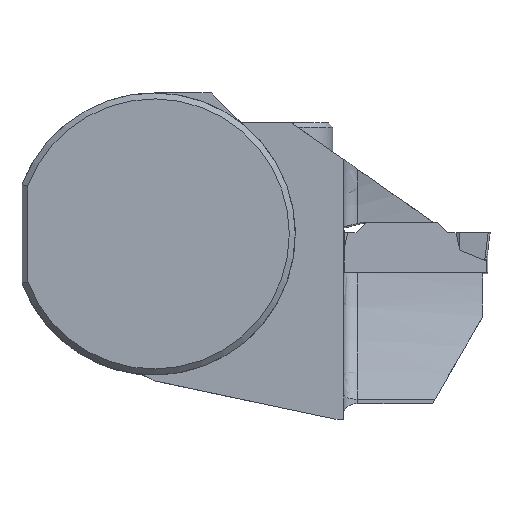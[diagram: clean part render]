
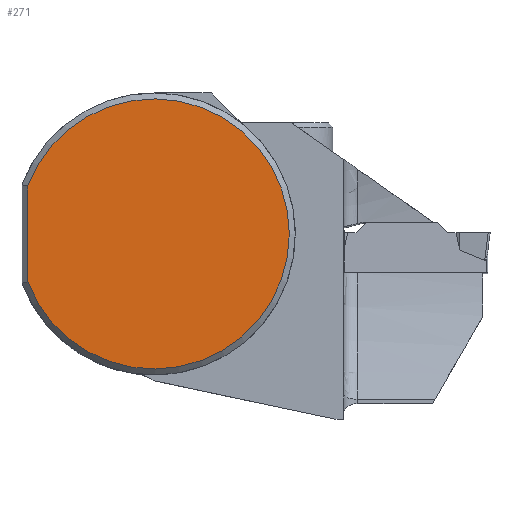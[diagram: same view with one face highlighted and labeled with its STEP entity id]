
A CAD part, top view. The second image highlights one B-rep face of the part: STEP entity #271.
In plain terms, the highlighted planar face has unit normal (0, 0, 1).
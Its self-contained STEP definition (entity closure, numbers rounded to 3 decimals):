
#215=CIRCLE('',#1644,15.325);
#271=ADVANCED_FACE('',(#391),#331,.F.);
#331=PLANE('',#1647);
#391=FACE_OUTER_BOUND('',#468,.T.);
#468=EDGE_LOOP('',(#800,#801));
#800=ORIENTED_EDGE('',*,*,#1203,.F.);
#801=ORIENTED_EDGE('',*,*,#1207,.T.);
#1021=VERTEX_POINT('',#2675);
#1022=VERTEX_POINT('',#2680);
#1203=EDGE_CURVE('',#1022,#1021,#1334,.T.);
#1207=EDGE_CURVE('',#1022,#1021,#215,.T.);
#1334=LINE('',#2681,#1455);
#1455=VECTOR('',#1974,1.);
#1644=AXIS2_PLACEMENT_3D('',#2690,#1988,#1989);
#1647=AXIS2_PLACEMENT_3D('',#2693,#1994,#1995);
#1974=DIRECTION('',(0.,1.,0.));
#1988=DIRECTION('',(0.,0.,1.));
#1989=DIRECTION('',(1.,0.,0.));
#1994=DIRECTION('',(0.,0.,-1.));
#1995=DIRECTION('',(1.,0.,0.));
#2675=CARTESIAN_POINT('',(-14.325,5.445,0.));
#2680=CARTESIAN_POINT('',(-14.325,-5.445,0.));
#2681=CARTESIAN_POINT('',(-14.325,16.,0.));
#2690=CARTESIAN_POINT('',(0.,0.,0.));
#2693=CARTESIAN_POINT('',(0.,0.,0.));
